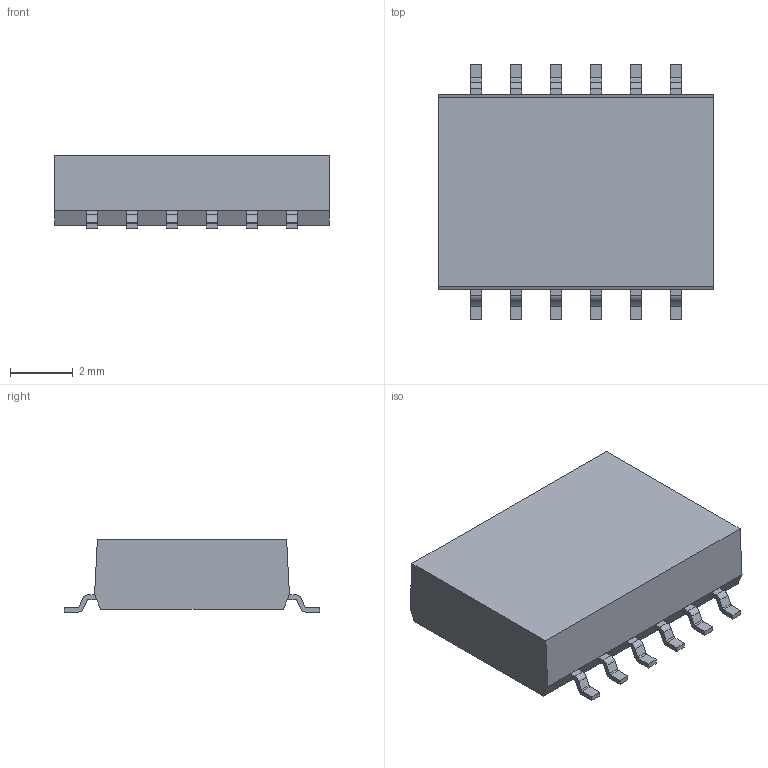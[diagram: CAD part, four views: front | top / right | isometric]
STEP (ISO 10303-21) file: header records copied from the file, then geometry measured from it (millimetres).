
FILE_DESCRIPTION (( 'STEP AP214' ), '1' );
FILE_NAME ('c-1571983-8-c-3d 3d.STEP', '2024-09-18T17:53:23', ( '' ), ( '' ), 'SwSTEP 2.0', 'SolidWorks 2020', '' );
FILE_SCHEMA (( 'AUTOMOTIVE_DESIGN' ));
Length unit declared in the file: centimetre
Products named in the file (1): c-1571983-8-c-3d 3d
Bounding box: 8.74 x 8.13 x 2.31 mm (x, y, z)
Volume: 118.3 mm3; surface area: 185.9 mm2
Topology: 13 solids, 13 shells, 176 faces, 450 edges, 300 vertices
Faces by surface type: plane 128, cylinder 48
Entity records: 5452 total; most frequent: CARTESIAN_POINT 927, DIRECTION 900, ORIENTED_EDGE 900, EDGE_CURVE 450, LINE 354, VECTOR 354, VERTEX_POINT 300, AXIS2_PLACEMENT_3D 273
